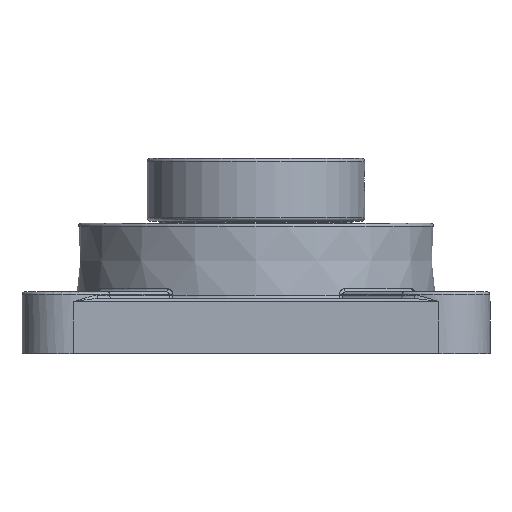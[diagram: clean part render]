
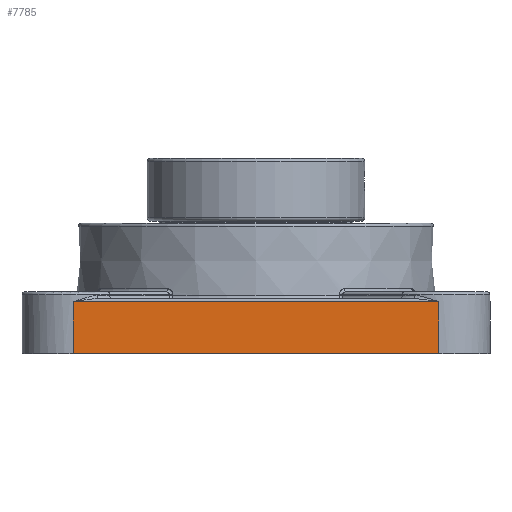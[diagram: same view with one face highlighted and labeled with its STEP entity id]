
A CAD part, front view. The second image highlights one B-rep face of the part: STEP entity #7785.
In plain terms, the highlighted planar face has unit normal (0, -1, 0).
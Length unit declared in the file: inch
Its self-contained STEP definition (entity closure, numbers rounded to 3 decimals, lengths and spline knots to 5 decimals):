
#2085=CARTESIAN_POINT('',(-2.09646,-2.68701,0.59492));
#2086=VERTEX_POINT('',#2085);
#2311=CARTESIAN_POINT('',(2.09646,-2.68701,0.59492));
#2312=VERTEX_POINT('',#2311);
#2313=CARTESIAN_POINT('',(-0.82538,-2.68701,0.59492));
#2314=DIRECTION('',(1.,0.,-0.));
#2315=VECTOR('',#2314,1.65075);
#2316=LINE('',#2313,#2315);
#2317=EDGE_CURVE('',#2086,#2312,#2316,.T.);
#3535=CARTESIAN_POINT('',(2.09646,-2.68701,0.));
#3536=VERTEX_POINT('',#3535);
#3537=CARTESIAN_POINT('',(2.09646,-2.68701,0.));
#3538=DIRECTION('',(0.,0.,1.));
#3539=VECTOR('',#3538,0.23422);
#3540=LINE('',#3537,#3539);
#3541=EDGE_CURVE('',#3536,#2312,#3540,.T.);
#7413=CARTESIAN_POINT('',(-2.09646,-2.68701,0.));
#7414=VERTEX_POINT('',#7413);
#7422=CARTESIAN_POINT('',(-2.09646,-2.68701,0.));
#7423=DIRECTION('',(0.,0.,1.));
#7424=VECTOR('',#7423,0.23422);
#7425=LINE('',#7422,#7424);
#7426=EDGE_CURVE('',#7414,#2086,#7425,.T.);
#7769=CARTESIAN_POINT('',(0.,-2.68701,0.));
#7770=DIRECTION('',(0.,-1.,0.));
#7771=DIRECTION('',(1.,0.,0.));
#7772=AXIS2_PLACEMENT_3D('',#7769,#7770,#7771);
#7773=PLANE('',#7772);
#7774=ORIENTED_EDGE('',*,*,#2317,.F.);
#7775=ORIENTED_EDGE('',*,*,#7426,.F.);
#7776=CARTESIAN_POINT('',(2.09646,-2.68701,0.));
#7777=DIRECTION('',(-1.,0.,0.));
#7778=VECTOR('',#7777,1.65075);
#7779=LINE('',#7776,#7778);
#7780=EDGE_CURVE('',#3536,#7414,#7779,.T.);
#7781=ORIENTED_EDGE('',*,*,#7780,.F.);
#7782=ORIENTED_EDGE('',*,*,#3541,.T.);
#7783=EDGE_LOOP('',(#7774,#7775,#7781,#7782));
#7784=FACE_BOUND('',#7783,.T.);
#7785=ADVANCED_FACE('',(#7784),#7773,.T.);
